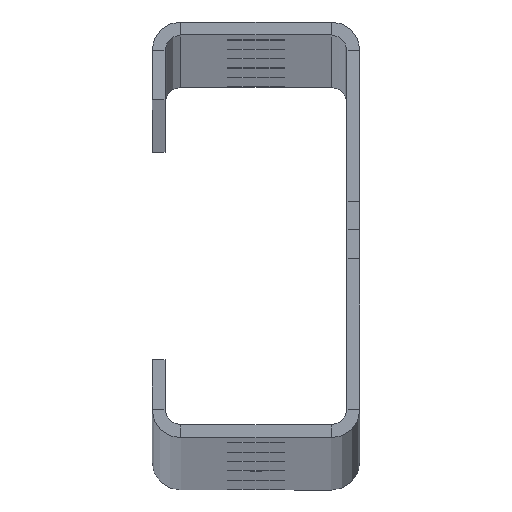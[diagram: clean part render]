
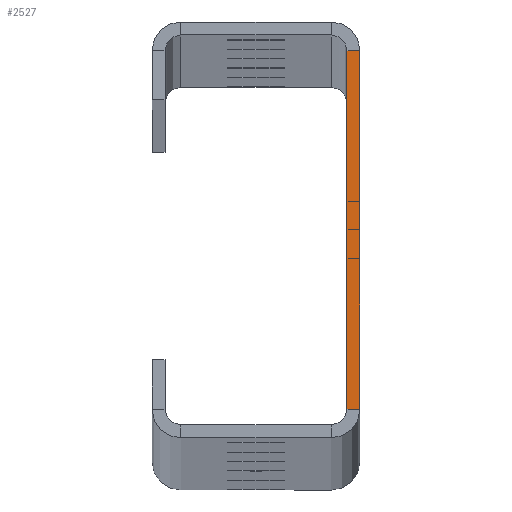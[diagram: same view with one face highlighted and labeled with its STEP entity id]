
A CAD part, top view. The second image highlights one B-rep face of the part: STEP entity #2527.
In plain terms, the highlighted planar face has unit normal (0, 0, 1).
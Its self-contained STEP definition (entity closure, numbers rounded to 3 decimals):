
#80 = FACE_OUTER_BOUND ( 'NONE', #2529, .T. ) ;
#164 = EDGE_CURVE ( 'NONE', #1466, #2035, #1791, .T. ) ;
#267 = EDGE_CURVE ( 'NONE', #2097, #3835, #4114, .T. ) ;
#359 = ORIENTED_EDGE ( 'NONE', *, *, #1951, .T. ) ;
#413 = CARTESIAN_POINT ( 'NONE',  ( 14.5, 37.5, 2880. ) ) ;
#678 = ORIENTED_EDGE ( 'NONE', *, *, #3352, .T. ) ;
#757 = AXIS2_PLACEMENT_3D ( 'NONE', #413, #2866, #1000 ) ;
#862 = DIRECTION ( 'NONE',  ( 0., 1., 0. ) ) ;
#921 = CARTESIAN_POINT ( 'NONE',  ( 20., 34.5, 2880. ) ) ;
#1000 = DIRECTION ( 'NONE',  ( 1., 0., 0. ) ) ;
#1018 = CARTESIAN_POINT ( 'NONE',  ( 17.5, -34.5, 2880. ) ) ;
#1362 = CARTESIAN_POINT ( 'NONE',  ( 20., -34.5, 2880. ) ) ;
#1366 = CARTESIAN_POINT ( 'NONE',  ( 20., -40., 2880. ) ) ;
#1466 = VERTEX_POINT ( 'NONE', #1018 ) ;
#1615 = CARTESIAN_POINT ( 'NONE',  ( 17.5, 34.5, 2880. ) ) ;
#1668 = DIRECTION ( 'NONE',  ( 0., 1., 0. ) ) ;
#1791 = LINE ( 'NONE', #2098, #2551 ) ;
#1819 = ORIENTED_EDGE ( 'NONE', *, *, #267, .T. ) ;
#1848 = DIRECTION ( 'NONE',  ( 1., 0., 0. ) ) ;
#1951 = EDGE_CURVE ( 'NONE', #3835, #2035, #3643, .T. ) ;
#2035 = VERTEX_POINT ( 'NONE', #1615 ) ;
#2097 = VERTEX_POINT ( 'NONE', #1362 ) ;
#2098 = CARTESIAN_POINT ( 'NONE',  ( 17.5, -40., 2880. ) ) ;
#2527 = ADVANCED_FACE ( 'NONE', ( #80 ), #3510, .T. ) ;
#2529 = EDGE_LOOP ( 'NONE', ( #1819, #359, #3998, #678 ) ) ;
#2551 = VECTOR ( 'NONE', #862, 1000. ) ;
#2705 = CARTESIAN_POINT ( 'NONE',  ( 20., 34.5, 2880. ) ) ;
#2781 = LINE ( 'NONE', #3165, #3547 ) ;
#2866 = DIRECTION ( 'NONE',  ( 0., 0., 1. ) ) ;
#3038 = VECTOR ( 'NONE', #1668, 1000. ) ;
#3165 = CARTESIAN_POINT ( 'NONE',  ( 17.5, -34.5, 2880. ) ) ;
#3352 = EDGE_CURVE ( 'NONE', #1466, #2097, #2781, .T. ) ;
#3510 = PLANE ( 'NONE',  #757 ) ;
#3547 = VECTOR ( 'NONE', #1848, 1000. ) ;
#3643 = LINE ( 'NONE', #2705, #3881 ) ;
#3835 = VERTEX_POINT ( 'NONE', #921 ) ;
#3881 = VECTOR ( 'NONE', #3965, 1000. ) ;
#3965 = DIRECTION ( 'NONE',  ( -1., 0., 0. ) ) ;
#3998 = ORIENTED_EDGE ( 'NONE', *, *, #164, .F. ) ;
#4114 = LINE ( 'NONE', #1366, #3038 ) ;
